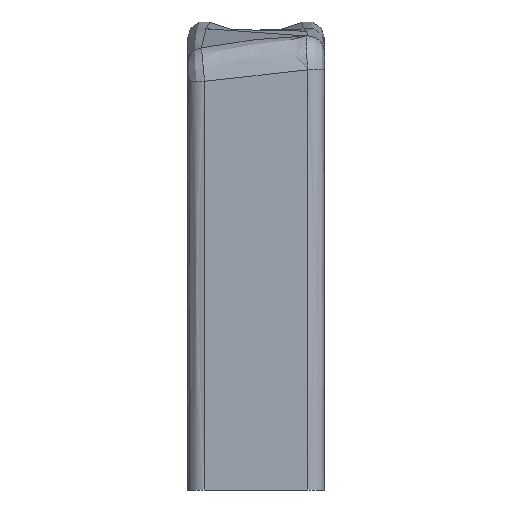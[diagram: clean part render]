
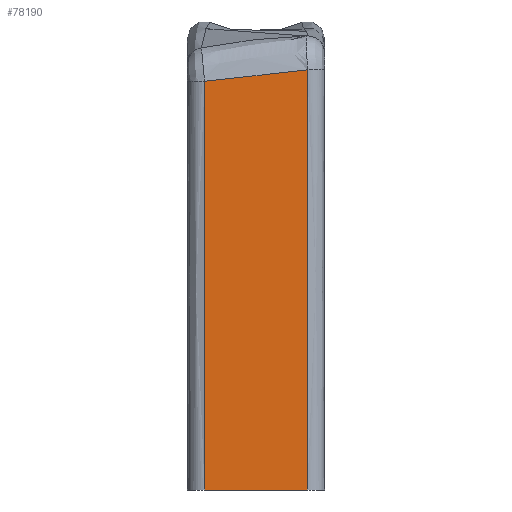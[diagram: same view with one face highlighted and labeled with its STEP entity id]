
A CAD part, left-side view. The second image highlights one B-rep face of the part: STEP entity #78190.
In plain terms, the highlighted face is planar.
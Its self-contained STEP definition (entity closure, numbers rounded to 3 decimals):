
#75400=CARTESIAN_POINT('',(150.,107.,-23.2));
#75410=VERTEX_POINT('',#75400);
#76850=CARTESIAN_POINT('',(150.,101.,-23.2));
#76860=VERTEX_POINT('',#76850);
#76890=CARTESIAN_POINT('',(150.,108.,-23.2));
#76900=DIRECTION('',(0.,1.,0.));
#76910=VECTOR('',#76900,1.);
#76920=LINE('',#76890,#76910);
#76930=EDGE_CURVE('',#76860,#75410,#76920,.T.);
#76980=CARTESIAN_POINT('',(150.,100.,-23.2));
#76990=DIRECTION('',(-1.,0.,0.));
#77000=DIRECTION('',(0.,-1.,0.));
#77010=AXIS2_PLACEMENT_3D('',#76980,#76990,#77000);
#77020=PLANE('',#77010);
#77030=CARTESIAN_POINT('',(150.,109.991,1.585));
#77040=CARTESIAN_POINT('',(150.,109.694,1.558));
#77050=CARTESIAN_POINT('',(150.,109.397,1.531));
#77060=CARTESIAN_POINT('',(150.,109.051,1.498));
#77070=CARTESIAN_POINT('',(150.,109.003,1.494));
#77080=CARTESIAN_POINT('',(150.,108.907,1.485));
#77090=CARTESIAN_POINT('',(150.,108.859,1.48));
#77100=CARTESIAN_POINT('',(150.,108.714,1.466));
#77110=CARTESIAN_POINT('',(150.,108.618,1.457));
#77120=CARTESIAN_POINT('',(150.,108.425,1.438));
#77130=CARTESIAN_POINT('',(150.,108.329,1.429));
#77140=CARTESIAN_POINT('',(150.,108.221,1.418));
#77150=CARTESIAN_POINT('',(150.,108.209,1.417));
#77160=CARTESIAN_POINT('',(150.,108.185,1.414));
#77170=CARTESIAN_POINT('',(150.,108.173,1.413));
#77180=CARTESIAN_POINT('',(150.,108.137,1.41));
#77190=CARTESIAN_POINT('',(150.,108.112,1.407));
#77200=CARTESIAN_POINT('',(150.,108.04,1.4));
#77210=CARTESIAN_POINT('',(150.,107.992,1.396));
#77220=CARTESIAN_POINT('',(150.,107.751,1.374));
#77230=CARTESIAN_POINT('',(150.,107.558,1.357));
#77240=CARTESIAN_POINT('',(150.,107.172,1.325));
#77250=CARTESIAN_POINT('',(150.,106.979,1.31));
#77260=CARTESIAN_POINT('',(150.,106.69,1.288));
#77270=CARTESIAN_POINT('',(150.,106.593,1.281));
#77280=CARTESIAN_POINT('',(150.,106.4,1.266));
#77290=CARTESIAN_POINT('',(150.,106.304,1.259));
#77300=CARTESIAN_POINT('',(150.,106.111,1.245));
#77310=CARTESIAN_POINT('',(150.,106.014,1.238));
#77320=CARTESIAN_POINT('',(150.,105.821,1.224));
#77330=CARTESIAN_POINT('',(150.,105.725,1.216));
#77340=CARTESIAN_POINT('',(150.,105.532,1.202));
#77350=CARTESIAN_POINT('',(150.,105.435,1.195));
#77360=CARTESIAN_POINT('',(150.,105.242,1.18));
#77370=CARTESIAN_POINT('',(150.,105.146,1.172));
#77380=CARTESIAN_POINT('',(150.,104.953,1.157));
#77390=CARTESIAN_POINT('',(150.,104.857,1.149));
#77400=CARTESIAN_POINT('',(150.,104.664,1.133));
#77410=CARTESIAN_POINT('',(150.,104.567,1.124));
#77420=CARTESIAN_POINT('',(150.,104.367,1.106));
#77430=CARTESIAN_POINT('',(150.,104.263,1.097));
#77440=CARTESIAN_POINT('',(150.,104.055,1.077));
#77450=CARTESIAN_POINT('',(150.,103.951,1.067));
#77460=CARTESIAN_POINT('',(150.,103.743,1.045));
#77470=CARTESIAN_POINT('',(150.,103.639,1.034));
#77480=CARTESIAN_POINT('',(150.,103.431,1.011));
#77490=CARTESIAN_POINT('',(150.,103.328,1.));
#77500=CARTESIAN_POINT('',(150.,103.12,0.975));
#77510=CARTESIAN_POINT('',(150.,103.016,0.962));
#77520=CARTESIAN_POINT('',(150.,102.809,0.935));
#77530=CARTESIAN_POINT('',(150.,102.706,0.922));
#77540=CARTESIAN_POINT('',(150.,102.499,0.893));
#77550=CARTESIAN_POINT('',(150.,102.395,0.878));
#77560=CARTESIAN_POINT('',(150.,102.189,0.848));
#77570=CARTESIAN_POINT('',(150.,102.085,0.832));
#77580=CARTESIAN_POINT('',(150.,101.776,0.782));
#77590=CARTESIAN_POINT('',(150.,101.57,0.747));
#77600=CARTESIAN_POINT('',(150.,101.261,0.691));
#77610=CARTESIAN_POINT('',(150.,101.159,0.671));
#77620=CARTESIAN_POINT('',(150.,100.954,0.631));
#77630=CARTESIAN_POINT('',(150.,100.851,0.611));
#77640=CARTESIAN_POINT('',(150.,100.698,0.579));
#77650=CARTESIAN_POINT('',(150.,100.647,0.568));
#77660=CARTESIAN_POINT('',(150.,100.545,0.546));
#77670=CARTESIAN_POINT('',(150.,100.494,0.535));
#77680=CARTESIAN_POINT('',(150.,100.43,0.521));
#77690=CARTESIAN_POINT('',(150.,100.417,0.518));
#77700=CARTESIAN_POINT('',(150.,100.391,0.512));
#77710=CARTESIAN_POINT('',(150.,100.378,0.509));
#77720=CARTESIAN_POINT('',(150.,100.34,0.501));
#77730=CARTESIAN_POINT('',(150.,100.315,0.495));
#77740=CARTESIAN_POINT('',(150.,100.238,0.478));
#77750=CARTESIAN_POINT('',(150.,100.187,0.467));
#77760=CARTESIAN_POINT('',(150.,100.034,0.433));
#77770=CARTESIAN_POINT('',(150.,99.932,0.41));
#77780=CARTESIAN_POINT('',(150.,99.779,0.376));
#77790=CARTESIAN_POINT('',(150.,99.728,0.365));
#77800=CARTESIAN_POINT('',(150.,99.626,0.342));
#77810=CARTESIAN_POINT('',(150.,99.575,0.331));
#77820=CARTESIAN_POINT('',(150.,99.115,0.229));
#77830=CARTESIAN_POINT('',(150.,98.707,0.138));
#77840=CARTESIAN_POINT('',(150.,98.215,0.028));
#77850=CARTESIAN_POINT('',(150.,98.131,0.01));
#77860=CARTESIAN_POINT('',(150.,98.048,-0.009));
#77870=B_SPLINE_CURVE_WITH_KNOTS('',3,(#77030,#77040,#77050,#77060,
#77070,#77080,#77090,#77100,#77110,#77120,#77130,#77140,#77150,#77160,
#77170,#77180,#77190,#77200,#77210,#77220,#77230,#77240,#77250,#77260,
#77270,#77280,#77290,#77300,#77310,#77320,#77330,#77340,#77350,#77360,
#77370,#77380,#77390,#77400,#77410,#77420,#77430,#77440,#77450,#77460,
#77470,#77480,#77490,#77500,#77510,#77520,#77530,#77540,#77550,#77560,
#77570,#77580,#77590,#77600,#77610,#77620,#77630,#77640,#77650,#77660,
#77670,#77680,#77690,#77700,#77710,#77720,#77730,#77740,#77750,#77760,
#77770,#77780,#77790,#77800,#77810,#77820,#77830,#77840,#77850,#77860),
.UNSPECIFIED.,.F.,.F.,(4,2,2,2,2,2,2,2,2,2,2,2,2,2,2,2,2,2,2,2,2,2,2,2,2
,2,2,2,2,2,2,2,2,2,2,2,2,2,2,2,2,4),(3.774,4.677,
4.823,4.969,5.261,5.553,
5.589,5.625,5.696,5.838,
6.41,6.986,7.276,7.567,
7.859,8.152,8.446,8.741,
9.036,9.333,9.654,9.976,
10.299,10.622,10.946,11.27,
11.595,11.919,12.569,12.895,
13.22,13.383,13.546,13.586,
13.625,13.703,13.86,14.173,
14.33,14.487,15.743,16.),
.UNSPECIFIED.);
#77880=CARTESIAN_POINT('',(150.,107.,1.312));
#77890=VERTEX_POINT('',#77880);
#77900=CARTESIAN_POINT('',(150.,101.,0.64));
#77910=VERTEX_POINT('',#77900);
#77920=EDGE_CURVE('',#77890,#77910,#77870,.T.);
#77930=ORIENTED_EDGE('',*,*,#77920,.T.);
#77940=CARTESIAN_POINT('',(150.,107.,1.312));
#77950=CARTESIAN_POINT('',(150.,107.,1.265));
#77960=CARTESIAN_POINT('',(150.,107.,1.217));
#77970=CARTESIAN_POINT('',(150.,107.,-2.868));
#77980=CARTESIAN_POINT('',(150.,107.,-6.906));
#77990=CARTESIAN_POINT('',(150.,107.,-15.363));
#78000=CARTESIAN_POINT('',(150.,107.,-19.781));
#78010=CARTESIAN_POINT('',(150.,107.,-24.2));
#78020=B_SPLINE_CURVE_WITH_KNOTS('',3,(#77940,#77950,#77960,#77970,
#77980,#77990,#78000,#78010),.UNSPECIFIED.,.F.,.F.,(4,2,2,4),(0.,
0.141,12.255,25.511),.UNSPECIFIED.);
#78030=EDGE_CURVE('',#77890,#75410,#78020,.T.);
#78040=ORIENTED_EDGE('',*,*,#78030,.F.);
#78050=ORIENTED_EDGE('',*,*,#76930,.T.);
#78060=CARTESIAN_POINT('',(150.,101.,0.64));
#78070=CARTESIAN_POINT('',(150.,101.,0.593));
#78080=CARTESIAN_POINT('',(150.,101.,0.546));
#78090=CARTESIAN_POINT('',(150.,101.,-3.427));
#78100=CARTESIAN_POINT('',(150.,101.,-7.354));
#78110=CARTESIAN_POINT('',(150.,101.,-15.587));
#78120=CARTESIAN_POINT('',(150.,101.,-19.893));
#78130=CARTESIAN_POINT('',(150.,101.,-24.2));
#78140=B_SPLINE_CURVE_WITH_KNOTS('',3,(#78060,#78070,#78080,#78090,
#78100,#78110,#78120,#78130),.UNSPECIFIED.,.F.,.F.,(4,2,2,4),(0.,
0.141,11.92,24.84),.UNSPECIFIED.);
#78150=EDGE_CURVE('',#77910,#76860,#78140,.T.);
#78160=ORIENTED_EDGE('',*,*,#78150,.T.);
#78170=EDGE_LOOP('',(#78160,#78050,#78040,#77930));
#78180=FACE_OUTER_BOUND('',#78170,.T.);
#78190=ADVANCED_FACE('',(#78180),#77020,.F.);
